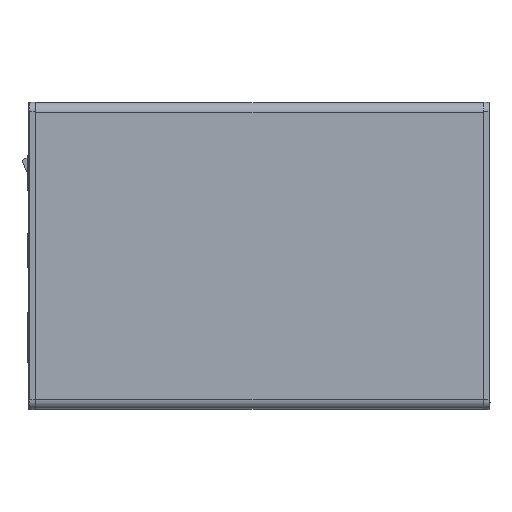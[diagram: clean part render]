
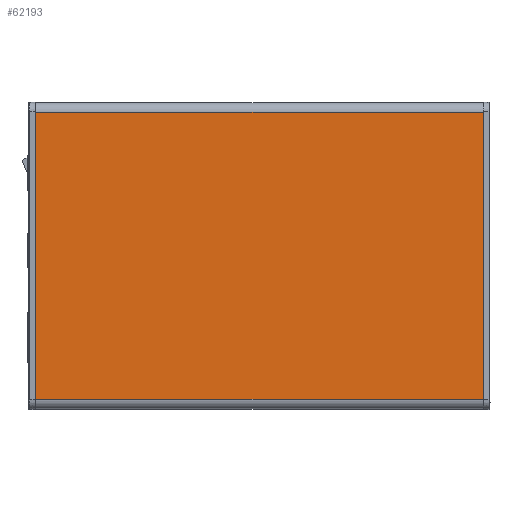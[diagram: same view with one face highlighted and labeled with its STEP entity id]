
A CAD part, top view. The second image highlights one B-rep face of the part: STEP entity #62193.
In plain terms, the highlighted planar face has unit normal (0, 0, 1).
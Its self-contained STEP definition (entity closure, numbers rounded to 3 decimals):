
#865 = EDGE_LOOP ( 'NONE', ( #55476, #2987, #46609, #80416 ) ) ;
#2987 = ORIENTED_EDGE ( 'NONE', *, *, #44564, .T. ) ;
#3683 = VERTEX_POINT ( 'NONE', #12780 ) ;
#5184 = VECTOR ( 'NONE', #7263, 1000. ) ;
#5268 = DIRECTION ( 'NONE',  ( 1., 0., 0. ) ) ;
#7071 = CARTESIAN_POINT ( 'NONE',  ( -116.5, 74.75, 94.5 ) ) ;
#7263 = DIRECTION ( 'NONE',  ( -1., 0., 0. ) ) ;
#9675 = EDGE_CURVE ( 'NONE', #33169, #47927, #71864, .T. ) ;
#11047 = VECTOR ( 'NONE', #53591, 1000. ) ;
#12321 = DIRECTION ( 'NONE',  ( 0., 1., 0. ) ) ;
#12780 = CARTESIAN_POINT ( 'NONE',  ( 116.5, -74.75, 94.5 ) ) ;
#16805 = DIRECTION ( 'NONE',  ( 0., -1., 0. ) ) ;
#24211 = AXIS2_PLACEMENT_3D ( 'NONE', #35113, #63104, #5268 ) ;
#27059 = CARTESIAN_POINT ( 'NONE',  ( 116.5, 74.75, 94.5 ) ) ;
#29862 = CARTESIAN_POINT ( 'NONE',  ( -116.5, 74.75, 94.5 ) ) ;
#33169 = VERTEX_POINT ( 'NONE', #27059 ) ;
#33695 = PLANE ( 'NONE',  #24211 ) ;
#35113 = CARTESIAN_POINT ( 'NONE',  ( -116.5, 79.75, 94.5 ) ) ;
#39120 = LINE ( 'NONE', #40076, #11047 ) ;
#40076 = CARTESIAN_POINT ( 'NONE',  ( -116.5, -74.75, 94.5 ) ) ;
#44564 = EDGE_CURVE ( 'NONE', #69211, #3683, #39120, .T. ) ;
#46609 = ORIENTED_EDGE ( 'NONE', *, *, #56971, .T. ) ;
#47927 = VERTEX_POINT ( 'NONE', #7071 ) ;
#48914 = LINE ( 'NONE', #49400, #52912 ) ;
#49400 = CARTESIAN_POINT ( 'NONE',  ( 116.5, 79.75, 94.5 ) ) ;
#52912 = VECTOR ( 'NONE', #12321, 1000. ) ;
#53591 = DIRECTION ( 'NONE',  ( 1., 0., 0. ) ) ;
#55476 = ORIENTED_EDGE ( 'NONE', *, *, #68717, .T. ) ;
#56971 = EDGE_CURVE ( 'NONE', #3683, #33169, #48914, .T. ) ;
#61081 = VECTOR ( 'NONE', #16805, 1000. ) ;
#62193 = ADVANCED_FACE ( 'NONE', ( #78493 ), #33695, .T. ) ;
#63104 = DIRECTION ( 'NONE',  ( 0., 0., 1. ) ) ;
#63400 = CARTESIAN_POINT ( 'NONE',  ( -116.5, -74.75, 94.5 ) ) ;
#68358 = LINE ( 'NONE', #87759, #61081 ) ;
#68717 = EDGE_CURVE ( 'NONE', #47927, #69211, #68358, .T. ) ;
#69211 = VERTEX_POINT ( 'NONE', #63400 ) ;
#71864 = LINE ( 'NONE', #29862, #5184 ) ;
#78493 = FACE_OUTER_BOUND ( 'NONE', #865, .T. ) ;
#80416 = ORIENTED_EDGE ( 'NONE', *, *, #9675, .T. ) ;
#87759 = CARTESIAN_POINT ( 'NONE',  ( -116.5, 79.75, 94.5 ) ) ;
